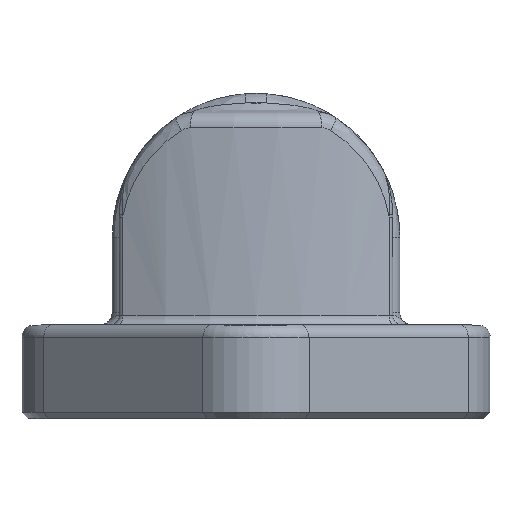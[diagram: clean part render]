
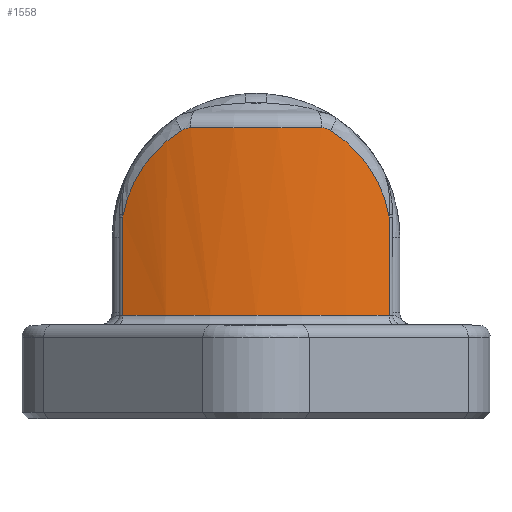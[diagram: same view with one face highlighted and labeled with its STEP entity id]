
A CAD part, front view. The second image highlights one B-rep face of the part: STEP entity #1558.
In plain terms, the highlighted cylindrical face has radius 50 mm (diameter 100 mm), a partial arc.
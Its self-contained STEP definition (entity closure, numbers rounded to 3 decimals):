
#112=LINE('',#4806,#169);
#114=LINE('',#4809,#171);
#169=VECTOR('',#2175,1000.);
#171=VECTOR('',#2179,1000.);
#202=CYLINDRICAL_SURFACE('',#1758,50.);
#256=B_SPLINE_CURVE_WITH_KNOTS('',3,(#2898,#2899,#2900,#2901,#2902,#2903,
#2904,#2905,#2906,#2907),.UNSPECIFIED.,.F.,.F.,(4,1,1,1,1,1,1,4),(0.,0.25,
0.375,0.5,0.625,0.75,0.875,1.),.UNSPECIFIED.);
#259=B_SPLINE_CURVE_WITH_KNOTS('',3,(#2974,#2975,#2976,#2977,#2978,#2979),
 .UNSPECIFIED.,.F.,.F.,(4,2,4),(0.,0.001,0.002),
 .UNSPECIFIED.);
#261=B_SPLINE_CURVE_WITH_KNOTS('',3,(#3023,#3024,#3025,#3026,#3027,#3028),
 .UNSPECIFIED.,.F.,.F.,(4,2,4),(0.,0.001,0.002),
 .UNSPECIFIED.);
#264=B_SPLINE_CURVE_WITH_KNOTS('',3,(#3127,#3128,#3129,#3130,#3131,#3132,
#3133,#3134,#3135,#3136),.UNSPECIFIED.,.F.,.F.,(4,1,1,1,1,1,1,4),(0.,0.125,
0.25,0.375,0.5,0.625,0.75,1.),.UNSPECIFIED.);
#699=ORIENTED_EDGE('',*,*,#951,.T.);
#700=ORIENTED_EDGE('',*,*,#745,.T.);
#701=ORIENTED_EDGE('',*,*,#949,.F.);
#702=ORIENTED_EDGE('',*,*,#783,.T.);
#703=ORIENTED_EDGE('',*,*,#780,.T.);
#704=ORIENTED_EDGE('',*,*,#777,.T.);
#705=ORIENTED_EDGE('',*,*,#774,.T.);
#706=ORIENTED_EDGE('',*,*,#769,.T.);
#745=EDGE_CURVE('',#959,#961,#1097,.T.);
#769=EDGE_CURVE('',#976,#974,#256,.T.);
#774=EDGE_CURVE('',#978,#976,#259,.T.);
#777=EDGE_CURVE('',#980,#978,#1111,.T.);
#780=EDGE_CURVE('',#982,#980,#261,.T.);
#783=EDGE_CURVE('',#986,#982,#264,.T.);
#949=EDGE_CURVE('',#986,#961,#112,.T.);
#951=EDGE_CURVE('',#974,#959,#114,.T.);
#959=VERTEX_POINT('',#2308);
#961=VERTEX_POINT('',#2314);
#974=VERTEX_POINT('',#2834);
#976=VERTEX_POINT('',#2908);
#978=VERTEX_POINT('',#2962);
#980=VERTEX_POINT('',#2982);
#982=VERTEX_POINT('',#3011);
#986=VERTEX_POINT('',#3137);
#1097=CIRCLE('',#1593,50.);
#1111=CIRCLE('',#1612,50.);
#1311=EDGE_LOOP('',(#699,#700,#701,#702,#703,#704,#705,#706));
#1445=FACE_BOUND('',#1311,.T.);
#1558=ADVANCED_FACE('',(#1445),#202,.T.);
#1593=AXIS2_PLACEMENT_3D('',#2315,#1792,#1793);
#1612=AXIS2_PLACEMENT_3D('',#2985,#1832,#1833);
#1758=AXIS2_PLACEMENT_3D('',#4808,#2177,#2178);
#1792=DIRECTION('',(0.,0.,1.));
#1793=DIRECTION('',(-1.,0.,0.));
#1832=DIRECTION('',(0.,0.,-1.));
#1833=DIRECTION('',(1.,0.,0.));
#2175=DIRECTION('',(0.,0.,-1.));
#2177=DIRECTION('',(0.,0.,-1.));
#2178=DIRECTION('',(-1.,0.,0.));
#2179=DIRECTION('',(0.,0.,-1.));
#2308=CARTESIAN_POINT('',(-21.309,-9.775,16.5));
#2314=CARTESIAN_POINT('',(21.309,-9.775,16.5));
#2315=CARTESIAN_POINT('',(0.,35.457,16.5));
#2834=CARTESIAN_POINT('',(-21.309,-9.775,32.235));
#2898=CARTESIAN_POINT('',(-11.928,-13.099,46.083));
#2899=CARTESIAN_POINT('',(-13.147,-12.8,45.315));
#2900=CARTESIAN_POINT('',(-14.82,-12.317,44.016));
#2901=CARTESIAN_POINT('',(-16.81,-11.64,41.912));
#2902=CARTESIAN_POINT('',(-18.095,-11.159,40.235));
#2903=CARTESIAN_POINT('',(-19.235,-10.699,38.372));
#2904=CARTESIAN_POINT('',(-20.134,-10.313,36.478));
#2905=CARTESIAN_POINT('',(-20.872,-9.98,34.363));
#2906=CARTESIAN_POINT('',(-21.188,-9.832,32.953));
#2907=CARTESIAN_POINT('',(-21.309,-9.775,32.235));
#2908=CARTESIAN_POINT('',(-11.928,-13.099,46.083));
#2962=CARTESIAN_POINT('',(-10.474,-13.433,46.5));
#2974=CARTESIAN_POINT('',(-10.474,-13.433,46.5));
#2975=CARTESIAN_POINT('',(-10.731,-13.378,46.5));
#2976=CARTESIAN_POINT('',(-10.987,-13.321,46.464));
#2977=CARTESIAN_POINT('',(-11.478,-13.208,46.324));
#2978=CARTESIAN_POINT('',(-11.71,-13.153,46.221));
#2979=CARTESIAN_POINT('',(-11.928,-13.099,46.083));
#2982=CARTESIAN_POINT('',(10.474,-13.433,46.5));
#2985=CARTESIAN_POINT('',(0.,35.457,46.5));
#3011=CARTESIAN_POINT('',(11.928,-13.099,46.083));
#3023=CARTESIAN_POINT('',(11.928,-13.099,46.083));
#3024=CARTESIAN_POINT('',(11.71,-13.153,46.221));
#3025=CARTESIAN_POINT('',(11.474,-13.209,46.325));
#3026=CARTESIAN_POINT('',(10.983,-13.322,46.465));
#3027=CARTESIAN_POINT('',(10.731,-13.378,46.5));
#3028=CARTESIAN_POINT('',(10.474,-13.433,46.5));
#3127=CARTESIAN_POINT('',(21.309,-9.775,32.235));
#3128=CARTESIAN_POINT('',(21.188,-9.832,32.953));
#3129=CARTESIAN_POINT('',(20.872,-9.98,34.363));
#3130=CARTESIAN_POINT('',(20.134,-10.313,36.479));
#3131=CARTESIAN_POINT('',(19.235,-10.699,38.372));
#3132=CARTESIAN_POINT('',(18.095,-11.159,40.235));
#3133=CARTESIAN_POINT('',(16.81,-11.64,41.912));
#3134=CARTESIAN_POINT('',(14.82,-12.317,44.016));
#3135=CARTESIAN_POINT('',(13.147,-12.8,45.315));
#3136=CARTESIAN_POINT('',(11.928,-13.099,46.083));
#3137=CARTESIAN_POINT('',(21.309,-9.775,32.235));
#4806=CARTESIAN_POINT('',(21.309,-9.775,49.));
#4808=CARTESIAN_POINT('',(0.,35.457,49.));
#4809=CARTESIAN_POINT('',(-21.309,-9.775,49.));
